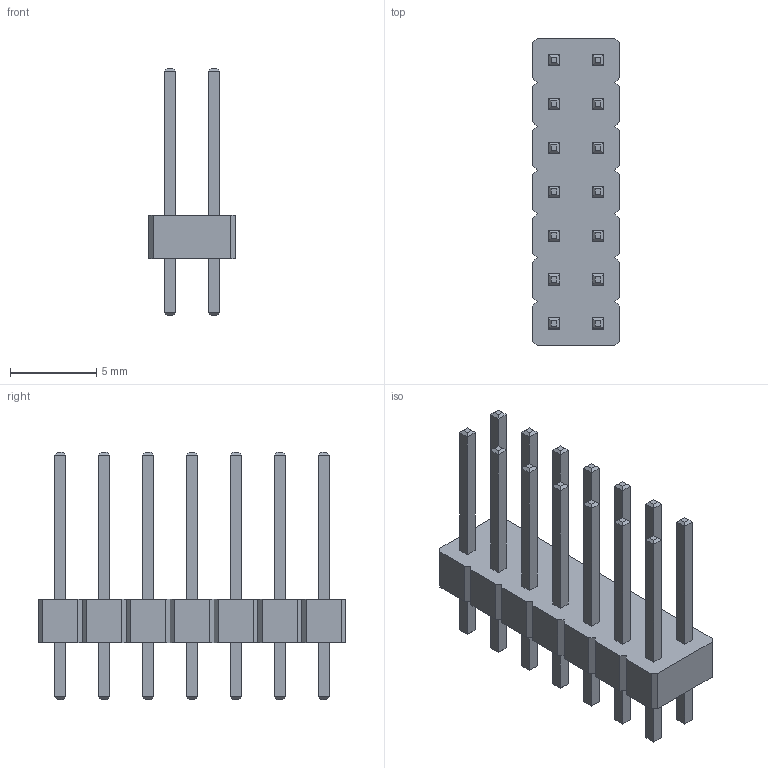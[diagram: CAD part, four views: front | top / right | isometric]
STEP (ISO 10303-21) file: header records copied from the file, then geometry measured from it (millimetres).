
FILE_DESCRIPTION(('FreeCAD Model'),'2;1');
FILE_NAME('./generated_pinheaders//PinHeader_Straight_2x07x2.54mm.step', '2016-03-29T22:45:33',('Author'),(''), 'Open CASCADE STEP processor 6.8','FreeCAD','Unknown');
FILE_SCHEMA(('AUTOMOTIVE_DESIGN_CC2 { 1 2 10303 214 -1 1 5 4 }'));
Length unit declared in the file: millimetre
Products named in the file (1): PinHeader_Straight_2x07x254mm
Bounding box: 5 x 17.78 x 14.3 mm (x, y, z)
Volume: 287 mm3; surface area: 710.3 mm2
Topology: 1 solids, 1 shells, 298 faces, 692 edges, 424 vertices
Faces by surface type: plane 298
Entity records: 19011 total; most frequent: CARTESIAN_POINT 3023, DIRECTION 2450, LINE 1852, VECTOR 1852, ORIENTED_EDGE 1384, PCURVE 1384, DEFINITIONAL_REPRESENTATION 1384, EDGE_CURVE 692
